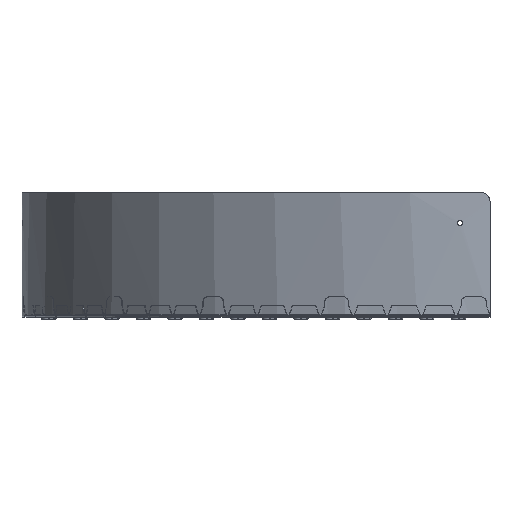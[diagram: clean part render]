
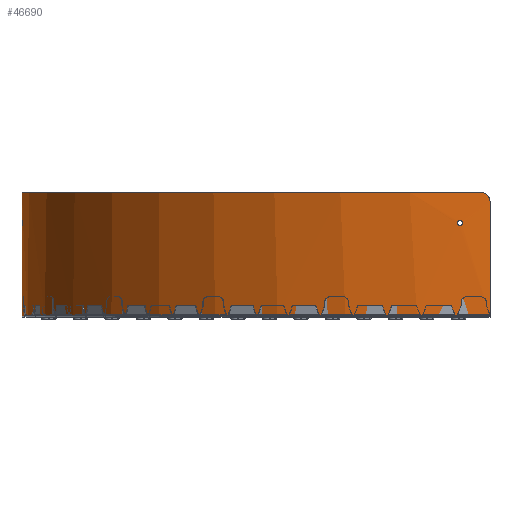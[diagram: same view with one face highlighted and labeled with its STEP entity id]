
A CAD part, left-side view. The second image highlights one B-rep face of the part: STEP entity #46690.
In plain terms, the highlighted cylindrical face has radius 262.613 mm (diameter 525.227 mm), a partial arc.
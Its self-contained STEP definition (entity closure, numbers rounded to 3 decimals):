
#20=B_SPLINE_CURVE_WITH_KNOTS('',3,(#81832,#81833,#81834,#81835,#81836,
#81837),.UNSPECIFIED.,.F.,.F.,(4,1,1,4),(-0.785,-0.112,
0.337,0.785),.UNSPECIFIED.);
#21=B_SPLINE_CURVE_WITH_KNOTS('',3,(#81849,#81850,#81851,#81852,#81853,
#81854),.UNSPECIFIED.,.F.,.F.,(4,1,1,4),(-0.785,-0.112,
0.337,0.785),.UNSPECIFIED.);
#22=B_SPLINE_CURVE_WITH_KNOTS('',3,(#81856,#81857,#81858,#81859,#81860,
#81861,#81862,#81863,#81864,#81865,#81866,#81867,#81868,#81869,#81870,#81871,
#81872,#81873,#81874,#81875,#81876,#81877),.UNSPECIFIED.,.T.,.F.,(4,3,3,
3,3,3,3,4),(-3.142,-2.244,-1.346,-0.449,
0.449,1.346,2.244,3.142),
 .UNSPECIFIED.);
#23=B_SPLINE_CURVE_WITH_KNOTS('',3,(#81879,#81880,#81881,#81882,#81883,
#81884,#81885,#81886,#81887,#81888,#81889,#81890,#81891,#81892,#81893,#81894,
#81895,#81896,#81897,#81898,#81899,#81900),.UNSPECIFIED.,.T.,.F.,(4,3,3,
3,3,3,3,4),(-3.142,-2.244,-1.346,-0.449,
0.449,1.346,2.244,3.142),
 .UNSPECIFIED.);
#491=FACE_BOUND('',#8201,.T.);
#492=FACE_BOUND('',#8202,.T.);
#4902=FACE_OUTER_BOUND('',#8200,.T.);
#8200=EDGE_LOOP('',(#42535,#42536,#42537,#42538,#42539,#42540));
#8201=EDGE_LOOP('',(#42541));
#8202=EDGE_LOOP('',(#42542));
#11740=LINE('',#81846,#15274);
#11741=LINE('',#81848,#15275);
#15274=VECTOR('',#68249,64.);
#15275=VECTOR('',#68250,64.);
#18438=CIRCLE('',#52697,262.613);
#18439=CIRCLE('',#52701,262.613);
#22436=VERTEX_POINT('',#81767);
#22440=VERTEX_POINT('',#81787);
#22443=VERTEX_POINT('',#81829);
#22444=VERTEX_POINT('',#81831);
#22445=VERTEX_POINT('',#81840);
#22447=VERTEX_POINT('',#81847);
#22448=VERTEX_POINT('',#81855);
#22449=VERTEX_POINT('',#81878);
#29137=EDGE_CURVE('',#22436,#22440,#18438,.T.);
#29141=EDGE_CURVE('',#22443,#22444,#20,.T.);
#29143=EDGE_CURVE('',#22445,#22444,#18439,.T.);
#29146=EDGE_CURVE('',#22443,#22440,#11740,.T.);
#29147=EDGE_CURVE('',#22447,#22436,#11741,.T.);
#29148=EDGE_CURVE('',#22445,#22447,#21,.T.);
#29149=EDGE_CURVE('',#22448,#22448,#22,.T.);
#29150=EDGE_CURVE('',#22449,#22449,#23,.T.);
#42535=ORIENTED_EDGE('',*,*,#29141,.F.);
#42536=ORIENTED_EDGE('',*,*,#29146,.T.);
#42537=ORIENTED_EDGE('',*,*,#29137,.F.);
#42538=ORIENTED_EDGE('',*,*,#29147,.F.);
#42539=ORIENTED_EDGE('',*,*,#29148,.F.);
#42540=ORIENTED_EDGE('',*,*,#29143,.T.);
#42541=ORIENTED_EDGE('',*,*,#29149,.T.);
#42542=ORIENTED_EDGE('',*,*,#29150,.T.);
#43847=CYLINDRICAL_SURFACE('',#52703,262.613);
#46690=ADVANCED_FACE('',(#4902,#491,#492),#43847,.T.);
#52697=AXIS2_PLACEMENT_3D('',#81789,#68231,#68232);
#52701=AXIS2_PLACEMENT_3D('',#81841,#68242,#68243);
#52703=AXIS2_PLACEMENT_3D('',#81845,#68247,#68248);
#68231=DIRECTION('center_axis',(0.,0.,1.));
#68232=DIRECTION('ref_axis',(0.,1.,0.));
#68242=DIRECTION('center_axis',(0.,0.,1.));
#68243=DIRECTION('ref_axis',(-0.019,1.,0.));
#68247=DIRECTION('center_axis',(0.,0.,1.));
#68248=DIRECTION('ref_axis',(-1.,0.,0.));
#68249=DIRECTION('',(0.,0.,1.));
#68250=DIRECTION('',(0.,0.,1.));
#81767=CARTESIAN_POINT('',(0.,262.613,69.));
#81787=CARTESIAN_POINT('',(-262.613,0.,69.));
#81789=CARTESIAN_POINT('Origin',(0.,0.,69.));
#81829=CARTESIAN_POINT('',(-262.613,0.,5.));
#81831=CARTESIAN_POINT('',(-262.566,5.005,0.));
#81832=CARTESIAN_POINT('Ctrl Pts',(-262.613,0.,5.));
#81833=CARTESIAN_POINT('Ctrl Pts',(-262.613,0.,3.878));
#81834=CARTESIAN_POINT('Ctrl Pts',(-262.615,0.657,2.015));
#81835=CARTESIAN_POINT('Ctrl Pts',(-262.602,2.762,0.342));
#81836=CARTESIAN_POINT('Ctrl Pts',(-262.58,4.256,0.));
#81837=CARTESIAN_POINT('Ctrl Pts',(-262.566,5.005,0.));
#81840=CARTESIAN_POINT('',(-5.005,262.566,0.));
#81841=CARTESIAN_POINT('Origin',(0.,0.,0.));
#81845=CARTESIAN_POINT('Origin',(0.,0.,69.));
#81846=CARTESIAN_POINT('',(-262.613,0.,0.));
#81847=CARTESIAN_POINT('',(0.,262.613,5.));
#81848=CARTESIAN_POINT('',(0.,262.613,0.));
#81849=CARTESIAN_POINT('Ctrl Pts',(-5.005,262.566,0.));
#81850=CARTESIAN_POINT('Ctrl Pts',(-3.882,262.587,0.));
#81851=CARTESIAN_POINT('Ctrl Pts',(-2.017,262.609,0.656));
#81852=CARTESIAN_POINT('Ctrl Pts',(-0.343,262.614,
2.759));
#81853=CARTESIAN_POINT('Ctrl Pts',(0.,262.613,4.252));
#81854=CARTESIAN_POINT('Ctrl Pts',(0.,262.613,5.));
#81855=CARTESIAN_POINT('',(-18.305,261.975,17.));
#81856=CARTESIAN_POINT('Ctrl Pts',(-18.306,261.975,17.));
#81857=CARTESIAN_POINT('Ctrl Pts',(-18.306,261.975,16.583));
#81858=CARTESIAN_POINT('Ctrl Pts',(-18.105,261.989,16.165));
#81859=CARTESIAN_POINT('Ctrl Pts',(-17.779,262.011,15.904));
#81860=CARTESIAN_POINT('Ctrl Pts',(-17.453,262.033,15.644));
#81861=CARTESIAN_POINT('Ctrl Pts',(-17.001,262.063,15.539));
#81862=CARTESIAN_POINT('Ctrl Pts',(-16.595,262.089,15.632));
#81863=CARTESIAN_POINT('Ctrl Pts',(-16.188,262.114,15.725));
#81864=CARTESIAN_POINT('Ctrl Pts',(-15.827,262.136,16.015));
#81865=CARTESIAN_POINT('Ctrl Pts',(-15.646,262.147,16.392));
#81866=CARTESIAN_POINT('Ctrl Pts',(-15.464,262.158,16.769));
#81867=CARTESIAN_POINT('Ctrl Pts',(-15.463,262.158,17.233));
#81868=CARTESIAN_POINT('Ctrl Pts',(-15.644,262.147,17.608));
#81869=CARTESIAN_POINT('Ctrl Pts',(-15.825,262.136,17.984));
#81870=CARTESIAN_POINT('Ctrl Pts',(-16.188,262.114,18.272));
#81871=CARTESIAN_POINT('Ctrl Pts',(-16.595,262.089,18.365));
#81872=CARTESIAN_POINT('Ctrl Pts',(-17.002,262.063,18.459));
#81873=CARTESIAN_POINT('Ctrl Pts',(-17.453,262.033,18.357));
#81874=CARTESIAN_POINT('Ctrl Pts',(-17.779,262.011,18.097));
#81875=CARTESIAN_POINT('Ctrl Pts',(-18.105,261.989,17.837));
#81876=CARTESIAN_POINT('Ctrl Pts',(-18.306,261.975,17.418));
#81877=CARTESIAN_POINT('Ctrl Pts',(-18.306,261.975,17.));
#81878=CARTESIAN_POINT('',(-262.155,15.508,17.));
#81879=CARTESIAN_POINT('Ctrl Pts',(-262.155,15.507,17.));
#81880=CARTESIAN_POINT('Ctrl Pts',(-262.155,15.507,16.583));
#81881=CARTESIAN_POINT('Ctrl Pts',(-262.143,15.708,16.165));
#81882=CARTESIAN_POINT('Ctrl Pts',(-262.123,16.034,15.904));
#81883=CARTESIAN_POINT('Ctrl Pts',(-262.103,16.36,15.644));
#81884=CARTESIAN_POINT('Ctrl Pts',(-262.075,16.812,15.539));
#81885=CARTESIAN_POINT('Ctrl Pts',(-262.048,17.218,15.632));
#81886=CARTESIAN_POINT('Ctrl Pts',(-262.022,17.624,15.725));
#81887=CARTESIAN_POINT('Ctrl Pts',(-261.997,17.985,16.015));
#81888=CARTESIAN_POINT('Ctrl Pts',(-261.984,18.167,16.392));
#81889=CARTESIAN_POINT('Ctrl Pts',(-261.972,18.348,16.769));
#81890=CARTESIAN_POINT('Ctrl Pts',(-261.972,18.349,17.233));
#81891=CARTESIAN_POINT('Ctrl Pts',(-261.984,18.169,17.608));
#81892=CARTESIAN_POINT('Ctrl Pts',(-261.997,17.988,17.984));
#81893=CARTESIAN_POINT('Ctrl Pts',(-262.022,17.625,18.272));
#81894=CARTESIAN_POINT('Ctrl Pts',(-262.048,17.218,18.365));
#81895=CARTESIAN_POINT('Ctrl Pts',(-262.075,16.811,18.459));
#81896=CARTESIAN_POINT('Ctrl Pts',(-262.103,16.36,18.357));
#81897=CARTESIAN_POINT('Ctrl Pts',(-262.123,16.033,18.097));
#81898=CARTESIAN_POINT('Ctrl Pts',(-262.144,15.707,17.837));
#81899=CARTESIAN_POINT('Ctrl Pts',(-262.155,15.506,17.418));
#81900=CARTESIAN_POINT('Ctrl Pts',(-262.155,15.507,17.));
